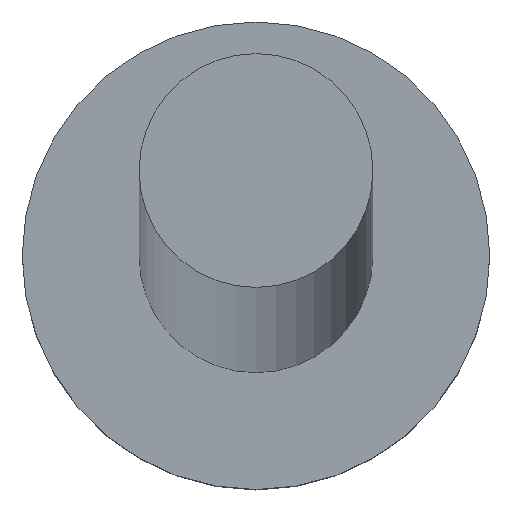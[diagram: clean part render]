
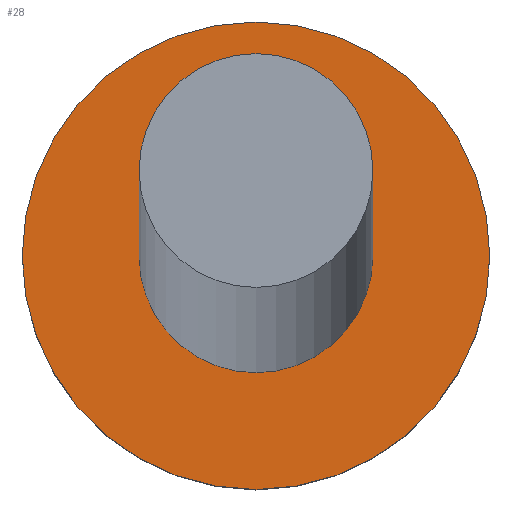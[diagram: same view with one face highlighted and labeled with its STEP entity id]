
A CAD part, top view. The second image highlights one B-rep face of the part: STEP entity #28.
In plain terms, the highlighted planar face has unit normal (0, 0, 1).
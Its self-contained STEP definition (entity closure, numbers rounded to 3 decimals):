
#5 = AXIS2_PLACEMENT_3D ( 'NONE', #126, #129, #105 ) ;
#6 = DIRECTION ( 'NONE',  ( 0., 0., 1. ) ) ;
#7 = DIRECTION ( 'NONE',  ( 1., 0., 0. ) ) ;
#8 = CARTESIAN_POINT ( 'NONE',  ( 0., 0., 3. ) ) ;
#12 = DIRECTION ( 'NONE',  ( 1., 0., 0. ) ) ;
#21 = VERTEX_POINT ( 'NONE', #120 ) ;
#23 = FACE_BOUND ( 'NONE', #173, .T. ) ;
#24 = CIRCLE ( 'NONE', #38, 1.5 ) ;
#28 = ADVANCED_FACE ( 'NONE', ( #23, #59 ), #163, .T. ) ;
#30 = CARTESIAN_POINT ( 'NONE',  ( 3., 0., 3. ) ) ;
#31 = DIRECTION ( 'NONE',  ( 1., 0., 0. ) ) ;
#38 = AXIS2_PLACEMENT_3D ( 'NONE', #106, #201, #7 ) ;
#59 = FACE_OUTER_BOUND ( 'NONE', #135, .T. ) ;
#61 = DIRECTION ( 'NONE',  ( 1., 0., 0. ) ) ;
#71 = EDGE_CURVE ( 'NONE', #236, #21, #131, .T. ) ;
#75 = AXIS2_PLACEMENT_3D ( 'NONE', #240, #6, #12 ) ;
#81 = EDGE_CURVE ( 'NONE', #214, #103, #24, .T. ) ;
#84 = CIRCLE ( 'NONE', #122, 3. ) ;
#103 = VERTEX_POINT ( 'NONE', #147 ) ;
#105 = DIRECTION ( 'NONE',  ( 1., 0., 0. ) ) ;
#106 = CARTESIAN_POINT ( 'NONE',  ( 0., 0., 3. ) ) ;
#120 = CARTESIAN_POINT ( 'NONE',  ( -3., 0., 3. ) ) ;
#122 = AXIS2_PLACEMENT_3D ( 'NONE', #239, #159, #61 ) ;
#123 = ORIENTED_EDGE ( 'NONE', *, *, #157, .T. ) ;
#125 = DIRECTION ( 'NONE',  ( 0., 0., 1. ) ) ;
#126 = CARTESIAN_POINT ( 'NONE',  ( 0., 0., 3. ) ) ;
#127 = CIRCLE ( 'NONE', #75, 1.5 ) ;
#129 = DIRECTION ( 'NONE',  ( 0., 0., 1. ) ) ;
#131 = CIRCLE ( 'NONE', #183, 3. ) ;
#135 = EDGE_LOOP ( 'NONE', ( #123, #237 ) ) ;
#147 = CARTESIAN_POINT ( 'NONE',  ( -1.5, 0., 3. ) ) ;
#157 = EDGE_CURVE ( 'NONE', #21, #236, #84, .T. ) ;
#159 = DIRECTION ( 'NONE',  ( 0., 0., 1. ) ) ;
#163 = PLANE ( 'NONE',  #5 ) ;
#173 = EDGE_LOOP ( 'NONE', ( #216, #194 ) ) ;
#183 = AXIS2_PLACEMENT_3D ( 'NONE', #8, #125, #31 ) ;
#184 = CARTESIAN_POINT ( 'NONE',  ( 1.5, 0., 3. ) ) ;
#194 = ORIENTED_EDGE ( 'NONE', *, *, #81, .F. ) ;
#201 = DIRECTION ( 'NONE',  ( 0., 0., 1. ) ) ;
#214 = VERTEX_POINT ( 'NONE', #184 ) ;
#216 = ORIENTED_EDGE ( 'NONE', *, *, #218, .F. ) ;
#218 = EDGE_CURVE ( 'NONE', #103, #214, #127, .T. ) ;
#236 = VERTEX_POINT ( 'NONE', #30 ) ;
#237 = ORIENTED_EDGE ( 'NONE', *, *, #71, .T. ) ;
#239 = CARTESIAN_POINT ( 'NONE',  ( 0., 0., 3. ) ) ;
#240 = CARTESIAN_POINT ( 'NONE',  ( 0., 0., 3. ) ) ;
